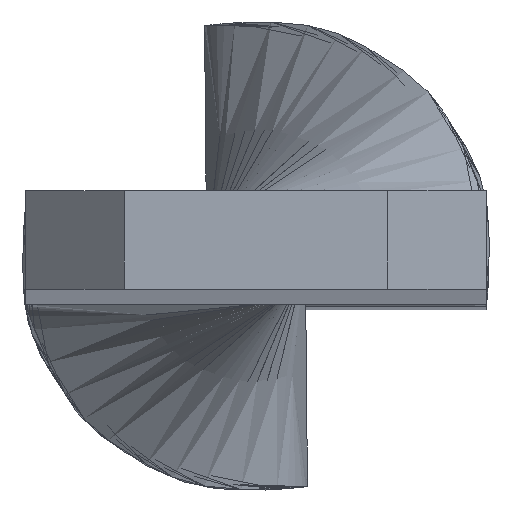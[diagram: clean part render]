
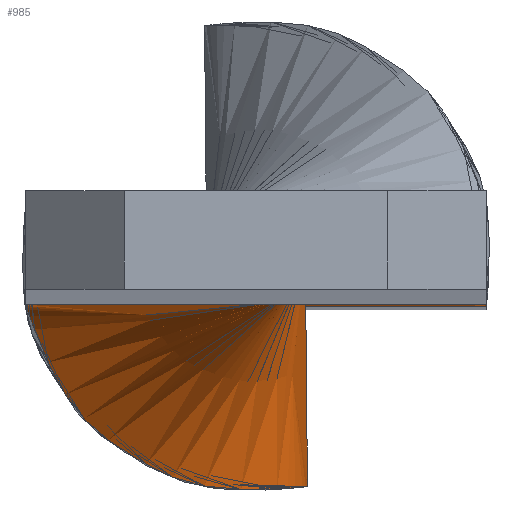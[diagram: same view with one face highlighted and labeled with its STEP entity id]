
A CAD part, top view. The second image highlights one B-rep face of the part: STEP entity #985.
In plain terms, the highlighted free-form (B-spline) face has degree [1, 3] with [2, 19] control points.
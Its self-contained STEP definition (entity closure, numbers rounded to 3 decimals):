
#497=CARTESIAN_POINT('',(-7.,0.,92.5));
#498=VERTEX_POINT('',#497);
#504=CARTESIAN_POINT('',(7.,0.,92.5));
#505=VERTEX_POINT('',#504);
#506=CARTESIAN_POINT('',(-7.,0.,92.5));
#507=CARTESIAN_POINT('',(7.,0.,92.5));
#508=QUASI_UNIFORM_CURVE('',1,(#506,#507),.UNSPECIFIED.,.F.,.U.);
#509=EDGE_CURVE('',#498,#505,#508,.T.);
#635=CARTESIAN_POINT('',(-7.,0.,57.5));
#636=VERTEX_POINT('',#635);
#679=CARTESIAN_POINT('',(7.,0.,57.5));
#680=VERTEX_POINT('',#679);
#704=CARTESIAN_POINT('',(-7.,0.,57.5));
#705=CARTESIAN_POINT('',(7.,0.,57.5));
#706=QUASI_UNIFORM_CURVE('',1,(#704,#705),.UNSPECIFIED.,.F.,.U.);
#707=EDGE_CURVE('',#636,#680,#706,.T.);
#756=CARTESIAN_POINT('',(-7.,0.,57.5));
#757=CARTESIAN_POINT('',(-7.,0.,58.5));
#758=CARTESIAN_POINT('',(-5.978,-3.102,60.5));
#759=CARTESIAN_POINT('',(-3.937,-4.532,63.5));
#760=CARTESIAN_POINT('',(-1.608,-5.834,66.5));
#761=CARTESIAN_POINT('',(1.85,-5.462,68.958));
#762=CARTESIAN_POINT('',(1.437,-5.507,70.875));
#763=CARTESIAN_POINT('',(1.517,-5.498,72.25));
#764=CARTESIAN_POINT('',(1.495,-5.501,73.625));
#765=CARTESIAN_POINT('',(1.502,-5.5,75.));
#766=CARTESIAN_POINT('',(1.495,-5.501,76.375));
#767=CARTESIAN_POINT('',(1.517,-5.498,77.75));
#768=CARTESIAN_POINT('',(1.437,-5.507,79.125));
#769=CARTESIAN_POINT('',(1.85,-5.462,81.042));
#770=CARTESIAN_POINT('',(-1.608,-5.834,83.5));
#771=CARTESIAN_POINT('',(-3.937,-4.532,86.5));
#772=CARTESIAN_POINT('',(-5.978,-3.102,89.5));
#773=CARTESIAN_POINT('',(-7.,0.,91.5));
#774=CARTESIAN_POINT('',(-7.,0.,92.5));
#775=B_SPLINE_CURVE_WITH_KNOTS('',3,(#756,#757,#758,#759,#760,#761,#762,#763,#764,#765,#766,#767,#768,#769,#770,#771,#772,#773,#774),.UNSPECIFIED.,.F.,.U.,(4,1,1,1,1,1,1,1,1,1,1,1,1,1,1,1,4),(0.0,0.086,0.171,0.257,0.343,0.382,0.421,0.461,0.5,0.539,0.579,0.618,0.657,0.743,0.829,0.914,1.0),.UNSPECIFIED.);
#776=EDGE_CURVE('',#636,#498,#775,.T.);
#915=CARTESIAN_POINT('',(7.,0.,57.5));
#916=CARTESIAN_POINT('',(7.,0.,58.5));
#917=CARTESIAN_POINT('',(7.338,3.248,60.5));
#918=CARTESIAN_POINT('',(6.063,5.389,63.5));
#919=CARTESIAN_POINT('',(4.472,7.531,66.5));
#920=CARTESIAN_POINT('',(1.165,8.609,68.958));
#921=CARTESIAN_POINT('',(1.56,8.48,70.875));
#922=CARTESIAN_POINT('',(1.484,8.505,72.25));
#923=CARTESIAN_POINT('',(1.505,8.498,73.625));
#924=CARTESIAN_POINT('',(1.498,8.501,75.));
#925=CARTESIAN_POINT('',(1.505,8.498,76.375));
#926=CARTESIAN_POINT('',(1.484,8.505,77.75));
#927=CARTESIAN_POINT('',(1.56,8.48,79.125));
#928=CARTESIAN_POINT('',(1.165,8.609,81.042));
#929=CARTESIAN_POINT('',(4.472,7.531,83.5));
#930=CARTESIAN_POINT('',(6.063,5.389,86.5));
#931=CARTESIAN_POINT('',(7.338,3.248,89.5));
#932=CARTESIAN_POINT('',(7.,0.,91.5));
#933=CARTESIAN_POINT('',(7.,0.,92.5));
#934=B_SPLINE_CURVE_WITH_KNOTS('',3,(#915,#916,#917,#918,#919,#920,#921,#922,#923,#924,#925,#926,#927,#928,#929,#930,#931,#932,#933),.UNSPECIFIED.,.F.,.U.,(4,1,1,1,1,1,1,1,1,1,1,1,1,1,1,1,4),(0.0,0.086,0.171,0.257,0.343,0.382,0.421,0.461,0.5,0.539,0.579,0.618,0.657,0.743,0.829,0.914,1.0),.UNSPECIFIED.);
#935=EDGE_CURVE('',#680,#505,#934,.T.);
#940=CARTESIAN_POINT('',(-7.,0.,57.5));
#941=CARTESIAN_POINT('',(7.,0.,57.5));
#942=CARTESIAN_POINT('',(-7.,0.,58.5));
#943=CARTESIAN_POINT('',(7.,0.,58.5));
#944=CARTESIAN_POINT('',(-5.978,-3.102,60.5));
#945=CARTESIAN_POINT('',(7.338,3.248,60.5));
#946=CARTESIAN_POINT('',(-3.937,-4.532,63.5));
#947=CARTESIAN_POINT('',(6.063,5.389,63.5));
#948=CARTESIAN_POINT('',(-1.608,-5.834,66.5));
#949=CARTESIAN_POINT('',(4.472,7.531,66.5));
#950=CARTESIAN_POINT('',(1.85,-5.462,68.958));
#951=CARTESIAN_POINT('',(1.165,8.609,68.958));
#952=CARTESIAN_POINT('',(1.437,-5.507,70.875));
#953=CARTESIAN_POINT('',(1.56,8.48,70.875));
#954=CARTESIAN_POINT('',(1.517,-5.498,72.25));
#955=CARTESIAN_POINT('',(1.484,8.505,72.25));
#956=CARTESIAN_POINT('',(1.495,-5.501,73.625));
#957=CARTESIAN_POINT('',(1.505,8.498,73.625));
#958=CARTESIAN_POINT('',(1.502,-5.5,75.));
#959=CARTESIAN_POINT('',(1.498,8.501,75.));
#960=CARTESIAN_POINT('',(1.495,-5.501,76.375));
#961=CARTESIAN_POINT('',(1.505,8.498,76.375));
#962=CARTESIAN_POINT('',(1.517,-5.498,77.75));
#963=CARTESIAN_POINT('',(1.484,8.505,77.75));
#964=CARTESIAN_POINT('',(1.437,-5.507,79.125));
#965=CARTESIAN_POINT('',(1.56,8.48,79.125));
#966=CARTESIAN_POINT('',(1.85,-5.462,81.042));
#967=CARTESIAN_POINT('',(1.165,8.609,81.042));
#968=CARTESIAN_POINT('',(-1.608,-5.834,83.5));
#969=CARTESIAN_POINT('',(4.472,7.531,83.5));
#970=CARTESIAN_POINT('',(-3.937,-4.532,86.5));
#971=CARTESIAN_POINT('',(6.063,5.389,86.5));
#972=CARTESIAN_POINT('',(-5.978,-3.102,89.5));
#973=CARTESIAN_POINT('',(7.338,3.248,89.5));
#974=CARTESIAN_POINT('',(-7.,0.,91.5));
#975=CARTESIAN_POINT('',(7.,0.,91.5));
#976=CARTESIAN_POINT('',(-7.,0.,92.5));
#977=CARTESIAN_POINT('',(7.,0.,92.5));
#978=B_SPLINE_SURFACE_WITH_KNOTS('',1,3,((#940,#942,#944,#946,#948,#950,#952,#954,#956,#958,#960,#962,#964,#966,#968,#970,#972,#974,#976),(#941,#943,#945,#947,#949,#951,#953,#955,#957,#959,#961,#963,#965,#967,#969,#971,#973,#975,#977)),.UNSPECIFIED.,.F.,.F.,.U.,(2,2),(4,1,1,1,1,1,1,1,1,1,1,1,1,1,1,1,4),(0.0,14.),(0.0,4.631,9.261,13.892,18.523,20.645,22.767,24.89,27.012,29.135,31.257,33.379,35.502,40.132,44.763,49.394,54.024),.UNSPECIFIED.);
#979=ORIENTED_EDGE('',*,*,#707,.T.);
#980=ORIENTED_EDGE('',*,*,#935,.T.);
#981=ORIENTED_EDGE('',*,*,#509,.F.);
#982=ORIENTED_EDGE('',*,*,#776,.F.);
#983=EDGE_LOOP('',(#979,#980,#981,#982));
#984=FACE_OUTER_BOUND('',#983,.T.);
#985=ADVANCED_FACE('',(#984),#978,.T.);
